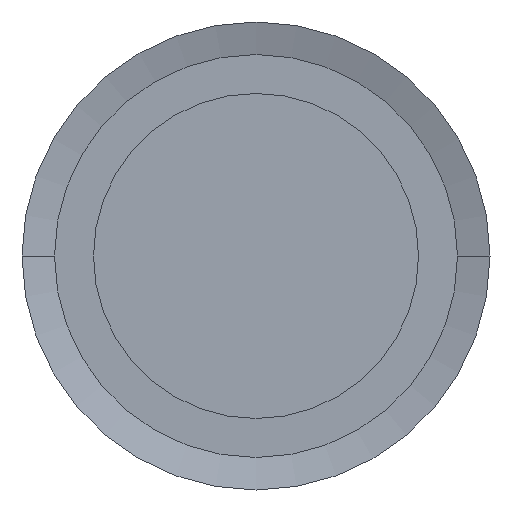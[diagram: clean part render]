
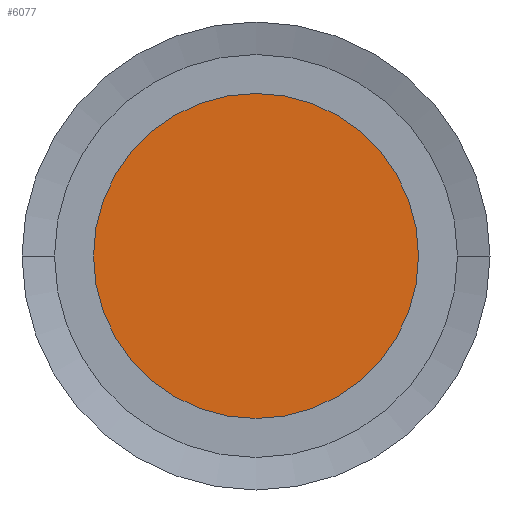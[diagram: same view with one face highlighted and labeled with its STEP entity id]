
A CAD part, left-side view. The second image highlights one B-rep face of the part: STEP entity #6077.
In plain terms, the highlighted planar face has unit normal (-1, 0, 0).
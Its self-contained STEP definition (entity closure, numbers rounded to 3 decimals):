
#6052=CARTESIAN_POINT('',(0.,0.,0.));
#6053=DIRECTION('',(1.,0.,0.));
#6054=DIRECTION('',(0.,0.,-1.));
#6055=AXIS2_PLACEMENT_3D('',#6052,#6053,#6054);
#6056=PLANE('',#6055);
#6057=CARTESIAN_POINT('',(0.,0.,12.5));
#6058=VERTEX_POINT('',#6057);
#6059=CARTESIAN_POINT('',(0.,-0.,-12.5));
#6060=VERTEX_POINT('',#6059);
#6061=CARTESIAN_POINT('',(0.,0.,0.));
#6062=DIRECTION('',(1.,0.,0.));
#6063=DIRECTION('',(0.,0.,-1.));
#6064=AXIS2_PLACEMENT_3D('',#6061,#6062,#6063);
#6065=CIRCLE('',#6064,12.5);
#6066=EDGE_CURVE('',#6058,#6060,#6065,.T.);
#6067=ORIENTED_EDGE('',*,*,#6066,.F.);
#6068=CARTESIAN_POINT('',(0.,0.,0.));
#6069=DIRECTION('',(1.,0.,0.));
#6070=DIRECTION('',(0.,0.,-1.));
#6071=AXIS2_PLACEMENT_3D('',#6068,#6069,#6070);
#6072=CIRCLE('',#6071,12.5);
#6073=EDGE_CURVE('',#6060,#6058,#6072,.T.);
#6074=ORIENTED_EDGE('',*,*,#6073,.F.);
#6075=EDGE_LOOP('',(#6067,#6074));
#6076=FACE_BOUND('',#6075,.T.);
#6077=ADVANCED_FACE('',(#6076),#6056,.F.);
